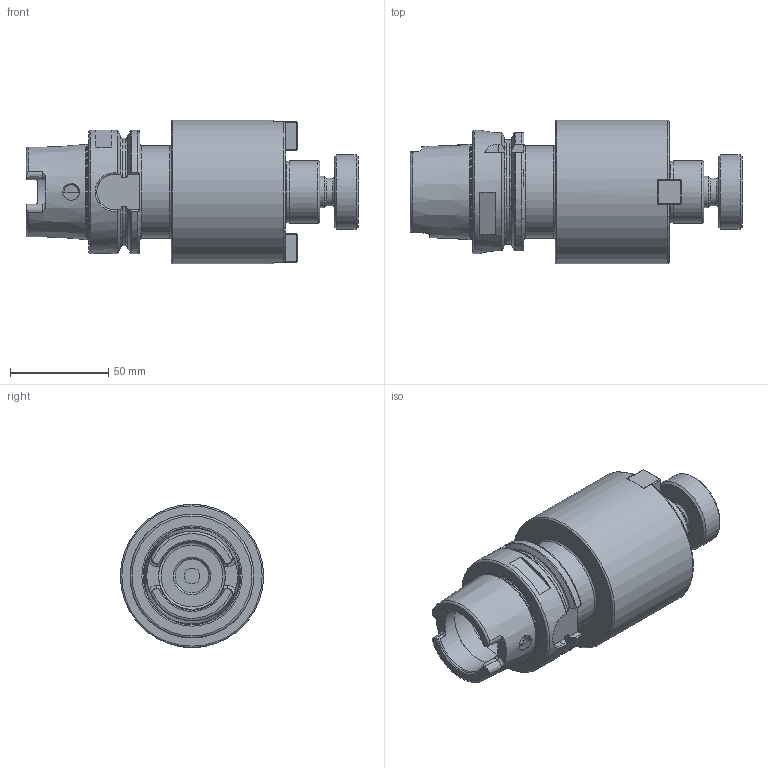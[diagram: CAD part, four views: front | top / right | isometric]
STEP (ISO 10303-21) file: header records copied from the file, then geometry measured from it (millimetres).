
FILE_DESCRIPTION(/* description */ (''),/* implementation_level */ '2;1');
FILE_NAME(/* name */ 'HSK063A-SM125-0394.stp',/* time_stamp */ '2019-07-24T16:13:41-05:00',/* author */ ('ldfli'),/* organization */ (''),/* preprocessor_version */ 'ST-DEVELOPER v18',/* originating_system */ 'Autodesk Inventor LT',/* authorisation */ '');
FILE_SCHEMA (('AUTOMOTIVE_DESIGN { 1 0 10303 214 3 1 1 }'));
Length unit declared in the file: millimetre
Products named in the file (1): HSK063A-SM125-0394
Bounding box: 169 x 73 x 73 mm (x, y, z)
Volume: 375730 mm3; surface area: 57683.5 mm2
Topology: 4 solids, 4 shells, 261 faces, 684 edges, 453 vertices
Faces by surface type: plane 141, cylinder 47, cone 30, torus 30, bspline 13
Full cylindrical faces by diameter (mm): 4.134 x2, 5 x2, 5.5 x2, 7.5 x2, 8 x1, 8.5 x2, 9.5 x2, 10 x1, 14 x2, 14.351 x1, 15.875 x1, 17 x1, 19 x1, 25 x1, 31.25 x1, 31.75 x1, 34 x2, 38 x1, 40 x1, 47 x1, 48.241 x1, 63 x1, 73 x1
Entity records: 9567 total; most frequent: CARTESIAN_POINT 3156, ORIENTED_EDGE 1368, DIRECTION 1294, EDGE_CURVE 684, AXIS2_PLACEMENT_3D 495, VERTEX_POINT 455, LINE 304, VECTOR 304
